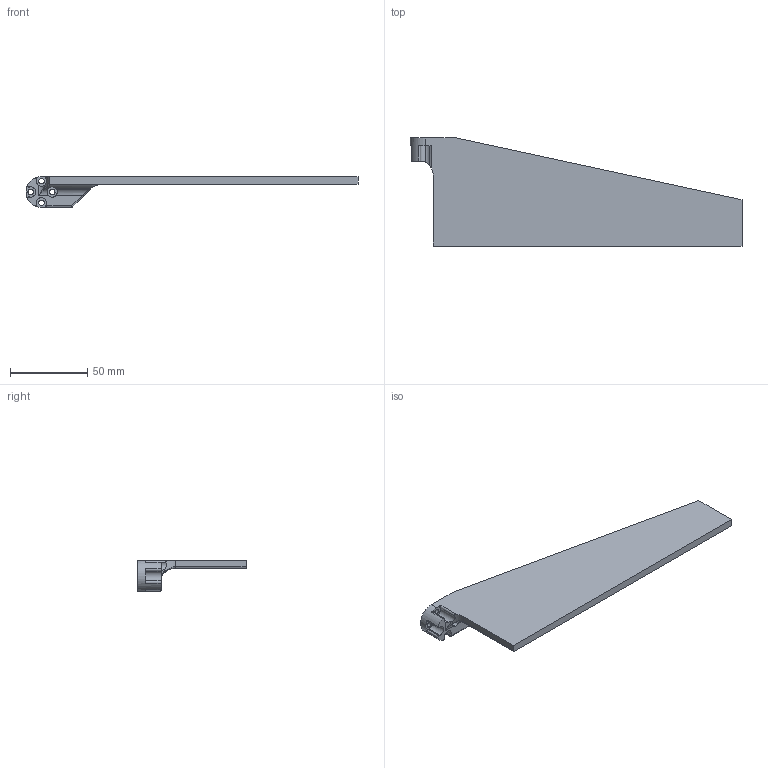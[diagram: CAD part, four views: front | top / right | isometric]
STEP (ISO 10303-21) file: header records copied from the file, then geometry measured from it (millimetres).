
FILE_DESCRIPTION (( 'STEP AP203' ), '1' );
FILE_NAME ('藷.STEP', '2026-01-21T07:26:40', ( '' ), ( '' ), 'SwSTEP 2.0', 'SolidWorks 2022', '' );
FILE_SCHEMA (( 'CONFIG_CONTROL_DESIGN' ));
Length unit declared in the file: millimetre
Products named in the file (1): 门
Bounding box: 215 x 70 x 20 mm (x, y, z)
Volume: 59092.1 mm3; surface area: 25503.8 mm2
Topology: 1 solids, 1 shells, 66 faces, 175 edges, 109 vertices
Faces by surface type: cylinder 41, plane 18, bspline 4, torus 2, sphere 1
Entity records: 2275 total; most frequent: CARTESIAN_POINT 568, DIRECTION 352, ORIENTED_EDGE 344, EDGE_CURVE 172, AXIS2_PLACEMENT_3D 139, VERTEX_POINT 109, CIRCLE 76, EDGE_LOOP 75
